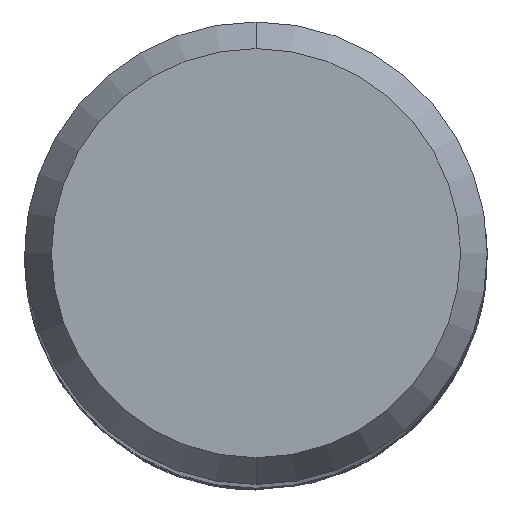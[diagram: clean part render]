
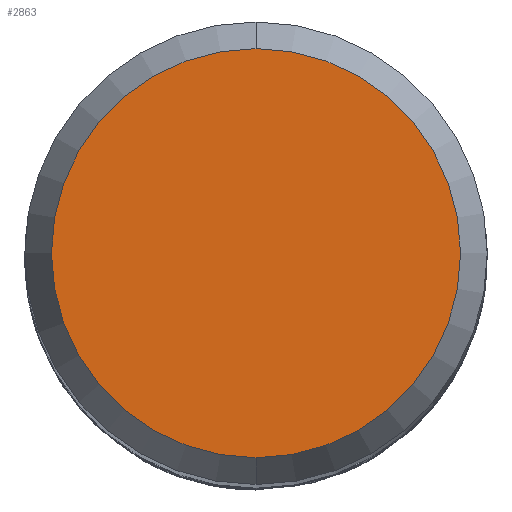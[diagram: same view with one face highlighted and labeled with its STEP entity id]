
A CAD part, top view. The second image highlights one B-rep face of the part: STEP entity #2863.
In plain terms, the highlighted planar face has unit normal (0, 0, 1).
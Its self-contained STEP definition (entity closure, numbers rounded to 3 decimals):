
#1897=EDGE_CURVE('',#3351,#2127,#4384,.T.);
#2127=VERTEX_POINT('',#4629);
#2863=ADVANCED_FACE('',(#5431),#5432,.T.);
#3257=EDGE_CURVE('',#2127,#3351,#5859,.T.);
#3351=VERTEX_POINT('',#5962);
#4384=CIRCLE('',#14473,4.423);
#4629=CARTESIAN_POINT('',(0.,-4.423,0.0));
#5431=FACE_OUTER_BOUND('',#22762,.T.);
#5432=PLANE('',#22763);
#5859=CIRCLE('',#26584,4.423);
#5962=CARTESIAN_POINT('',(0.0,4.423,0.0));
#14473=AXIS2_PLACEMENT_3D('',#30783,#30784,#30785);
#22762=EDGE_LOOP('',(#31827,#31828));
#22763=AXIS2_PLACEMENT_3D('',#31829,#31830,#31831);
#26584=AXIS2_PLACEMENT_3D('',#32300,#32301,#32302);
#30783=CARTESIAN_POINT('',(0.0,0.0,0.0));
#30784=DIRECTION('',(0.0,0.0,-1.0));
#30785=DIRECTION('',(0.0,1.0,0.0));
#31827=ORIENTED_EDGE('',*,*,#1897,.F.);
#31828=ORIENTED_EDGE('',*,*,#3257,.F.);
#31829=CARTESIAN_POINT('',(0.0,2.211,0.0));
#31830=DIRECTION('',(-0.0,0.0,1.0));
#31831=DIRECTION('',(0.0,-1.0,0.0));
#32300=CARTESIAN_POINT('',(0.0,0.0,0.0));
#32301=DIRECTION('',(0.0,0.0,-1.0));
#32302=DIRECTION('',(0.0,1.0,0.0));
